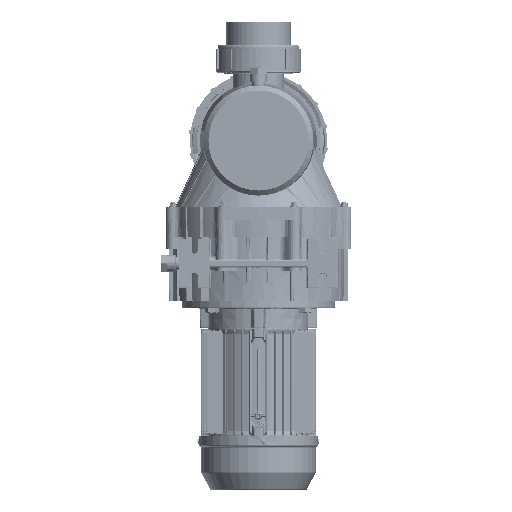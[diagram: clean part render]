
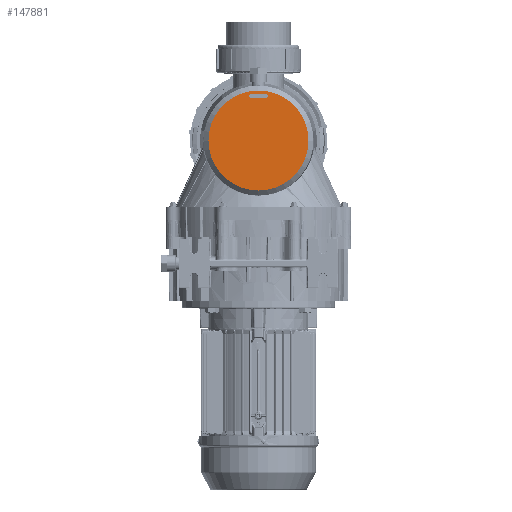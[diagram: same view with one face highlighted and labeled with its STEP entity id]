
A CAD part, front view. The second image highlights one B-rep face of the part: STEP entity #147881.
In plain terms, the highlighted planar face has unit normal (0, -1, 0).
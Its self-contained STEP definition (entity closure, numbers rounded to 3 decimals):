
#12022=LINE('',#273917,#16818);
#12025=LINE('',#273925,#16821);
#12030=LINE('',#273941,#16826);
#16818=VECTOR('',#173915,1000.);
#16821=VECTOR('',#173924,1000.);
#16826=VECTOR('',#173943,1000.);
#41812=ORIENTED_EDGE('',*,*,#61937,.T.);
#41813=ORIENTED_EDGE('',*,*,#61584,.T.);
#41814=ORIENTED_EDGE('',*,*,#61582,.T.);
#41815=ORIENTED_EDGE('',*,*,#61580,.T.);
#41816=ORIENTED_EDGE('',*,*,#61578,.T.);
#41817=ORIENTED_EDGE('',*,*,#61576,.T.);
#41818=ORIENTED_EDGE('',*,*,#61574,.T.);
#41819=ORIENTED_EDGE('',*,*,#61572,.T.);
#41820=ORIENTED_EDGE('',*,*,#61570,.T.);
#61570=EDGE_CURVE('',#72846,#72845,#78753,.F.);
#61572=EDGE_CURVE('',#72847,#72846,#12022,.T.);
#61574=EDGE_CURVE('',#72848,#72847,#78754,.F.);
#61576=EDGE_CURVE('',#72849,#72848,#12025,.T.);
#61578=EDGE_CURVE('',#72850,#72849,#78755,.F.);
#61580=EDGE_CURVE('',#72851,#72850,#78756,.T.);
#61582=EDGE_CURVE('',#72852,#72851,#78757,.F.);
#61584=EDGE_CURVE('',#72845,#72852,#12030,.T.);
#61937=EDGE_CURVE('',#73060,#73060,#78833,.T.);
#72845=VERTEX_POINT('',#273912);
#72846=VERTEX_POINT('',#273914);
#72847=VERTEX_POINT('',#273918);
#72848=VERTEX_POINT('',#273922);
#72849=VERTEX_POINT('',#273926);
#72850=VERTEX_POINT('',#273930);
#72851=VERTEX_POINT('',#273934);
#72852=VERTEX_POINT('',#273938);
#73060=VERTEX_POINT('',#275707);
#78753=CIRCLE('',#155629,2.);
#78754=CIRCLE('',#155632,2.);
#78755=CIRCLE('',#155635,2.);
#78756=CIRCLE('',#155637,76.5);
#78757=CIRCLE('',#155639,2.);
#78833=CIRCLE('',#155869,81.391);
#85403=EDGE_LOOP('',(#41812));
#85404=EDGE_LOOP('',(#41813,#41814,#41815,#41816,#41817,#41818,#41819,#41820));
#92692=FACE_BOUND('',#85403,.T.);
#92693=FACE_BOUND('',#85404,.T.);
#96466=PLANE('',#155868);
#147881=ADVANCED_FACE('',(#92692,#92693),#96466,.T.);
#155629=AXIS2_PLACEMENT_3D('',#273913,#173910,#173911);
#155632=AXIS2_PLACEMENT_3D('',#273921,#173919,#173920);
#155635=AXIS2_PLACEMENT_3D('',#273929,#173928,#173929);
#155637=AXIS2_PLACEMENT_3D('',#273933,#173933,#173934);
#155639=AXIS2_PLACEMENT_3D('',#273937,#173938,#173939);
#155868=AXIS2_PLACEMENT_3D('',#275705,#174539,#174540);
#155869=AXIS2_PLACEMENT_3D('',#275706,#174541,#174542);
#173910=DIRECTION('',(0.,-1.,0.));
#173911=DIRECTION('',(0.,0.,1.));
#173915=DIRECTION('',(-1.,0.,0.));
#173919=DIRECTION('',(0.,-1.,0.));
#173920=DIRECTION('',(0.,0.,1.));
#173924=DIRECTION('',(0.,0.,-1.));
#173928=DIRECTION('',(0.,-1.,0.));
#173929=DIRECTION('',(0.,0.,1.));
#173933=DIRECTION('',(0.,1.,0.));
#173934=DIRECTION('',(1.,0.,0.));
#173938=DIRECTION('',(0.,-1.,0.));
#173939=DIRECTION('',(0.,0.,1.));
#173943=DIRECTION('',(0.,0.,1.));
#174539=DIRECTION('',(0.,-1.,0.));
#174540=DIRECTION('',(0.,0.,1.));
#174541=DIRECTION('',(0.,-1.,0.));
#174542=DIRECTION('',(0.,0.,1.));
#273912=CARTESIAN_POINT('',(-15.,-128.,270.6));
#273913=CARTESIAN_POINT('',(-13.,-128.,270.6));
#273914=CARTESIAN_POINT('',(-13.,-128.,268.6));
#273917=CARTESIAN_POINT('',(15.,-128.,268.6));
#273918=CARTESIAN_POINT('',(13.,-128.,268.6));
#273921=CARTESIAN_POINT('',(13.,-128.,270.6));
#273922=CARTESIAN_POINT('',(15.,-128.,270.6));
#273925=CARTESIAN_POINT('',(15.,-128.,273.615));
#273926=CARTESIAN_POINT('',(15.,-128.,271.957));
#273929=CARTESIAN_POINT('',(13.,-128.,271.957));
#273930=CARTESIAN_POINT('',(13.349,-128.,273.926));
#273933=CARTESIAN_POINT('',(0.,-128.,198.6));
#273934=CARTESIAN_POINT('',(-13.349,-128.,273.926));
#273937=CARTESIAN_POINT('',(-13.,-128.,271.957));
#273938=CARTESIAN_POINT('',(-15.,-128.,271.957));
#273941=CARTESIAN_POINT('',(-15.,-128.,268.6));
#275705=CARTESIAN_POINT('',(0.,-128.,198.6));
#275706=CARTESIAN_POINT('',(0.,-128.,198.6));
#275707=CARTESIAN_POINT('',(0.,-128.,279.991));
